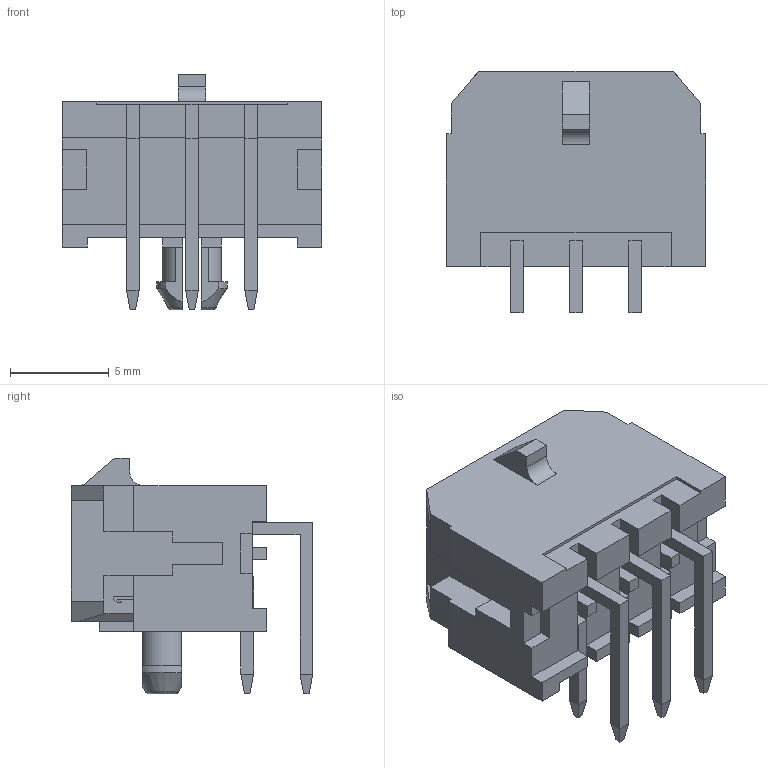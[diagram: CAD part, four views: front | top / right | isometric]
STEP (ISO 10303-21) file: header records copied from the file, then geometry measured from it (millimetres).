
FILE_DESCRIPTION(('FreeCAD Model'),'2;1');
FILE_NAME('Molex_Micro_Fit_3_0_43045_0600_2x03_P3_00mm_Horizontal.step', '2019-10-30T11:18:39',('kicad StepUp'),('ksu MCAD'), 'Open CASCADE STEP processor 7.3','FreeCAD','Unknown');
FILE_SCHEMA(('AUTOMOTIVE_DESIGN { 1 0 10303 214 1 1 1 1 }'));
Length unit declared in the file: millimetre
Products named in the file (1): Molex_Micro_Fit_3_0_43045_0600_2x03_P3_00mm_Horizontal
Bounding box: 13.15 x 12.24 x 11.95 mm (x, y, z)
Volume: 573.9 mm3; surface area: 1280.5 mm2
Topology: 1 solids, 1 shells, 345 faces, 879 edges, 551 vertices
Faces by surface type: plane 336, cylinder 5, cone 2, torus 2
Entity records: 12568 total; most frequent: CARTESIAN_POINT 1872, ORIENTED_EDGE 1758, DIRECTION 1575, EDGE_CURVE 879, LINE 851, VECTOR 851, VERTEX_POINT 551, AXIS2_PLACEMENT_3D 362
